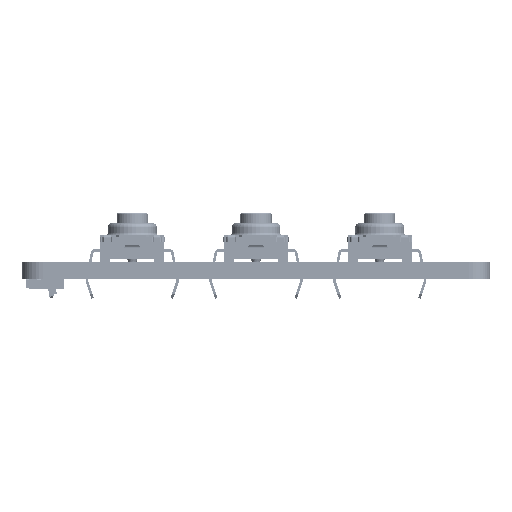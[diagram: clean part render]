
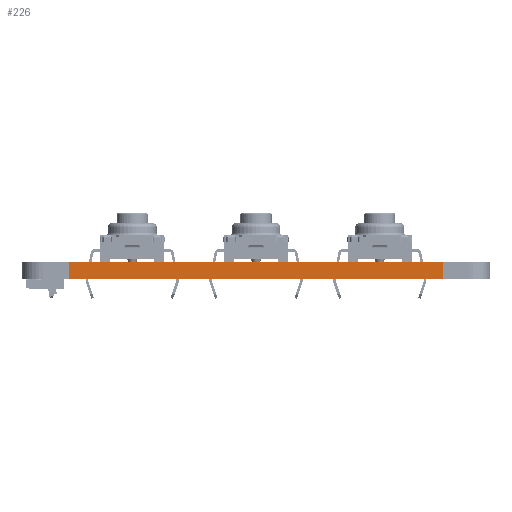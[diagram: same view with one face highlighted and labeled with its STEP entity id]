
A CAD part, front view. The second image highlights one B-rep face of the part: STEP entity #226.
In plain terms, the highlighted planar face has unit normal (0, -1, 0).
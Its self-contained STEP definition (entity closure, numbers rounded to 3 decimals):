
#166 = EDGE_CURVE('',#167,#169,#171,.T.);
#167 = VERTEX_POINT('',#168);
#168 = CARTESIAN_POINT('',(172.7,-125.98,0.));
#169 = VERTEX_POINT('',#170);
#170 = CARTESIAN_POINT('',(172.7,-125.98,-1.6));
#171 = LINE('',#172,#173);
#172 = CARTESIAN_POINT('',(172.7,-125.98,0.));
#173 = VECTOR('',#174,1.);
#174 = DIRECTION('',(0.,0.,-1.));
#226 = ADVANCED_FACE('',(#227),#252,.T.);
#227 = FACE_BOUND('',#228,.T.);
#228 = EDGE_LOOP('',(#229,#239,#245,#246));
#229 = ORIENTED_EDGE('',*,*,#230,.T.);
#230 = EDGE_CURVE('',#231,#233,#235,.T.);
#231 = VERTEX_POINT('',#232);
#232 = CARTESIAN_POINT('',(136.7,-125.98,0.));
#233 = VERTEX_POINT('',#234);
#234 = CARTESIAN_POINT('',(136.7,-125.98,-1.6));
#235 = LINE('',#236,#237);
#236 = CARTESIAN_POINT('',(136.7,-125.98,0.));
#237 = VECTOR('',#238,1.);
#238 = DIRECTION('',(0.,0.,-1.));
#239 = ORIENTED_EDGE('',*,*,#240,.T.);
#240 = EDGE_CURVE('',#233,#169,#241,.T.);
#241 = LINE('',#242,#243);
#242 = CARTESIAN_POINT('',(136.7,-125.98,-1.6));
#243 = VECTOR('',#244,1.);
#244 = DIRECTION('',(1.,0.,0.));
#245 = ORIENTED_EDGE('',*,*,#166,.F.);
#246 = ORIENTED_EDGE('',*,*,#247,.F.);
#247 = EDGE_CURVE('',#231,#167,#248,.T.);
#248 = LINE('',#249,#250);
#249 = CARTESIAN_POINT('',(136.7,-125.98,0.));
#250 = VECTOR('',#251,1.);
#251 = DIRECTION('',(1.,0.,0.));
#252 = PLANE('',#253);
#253 = AXIS2_PLACEMENT_3D('',#254,#255,#256);
#254 = CARTESIAN_POINT('',(136.7,-125.98,0.));
#255 = DIRECTION('',(0.,-1.,0.));
#256 = DIRECTION('',(1.,0.,0.));
